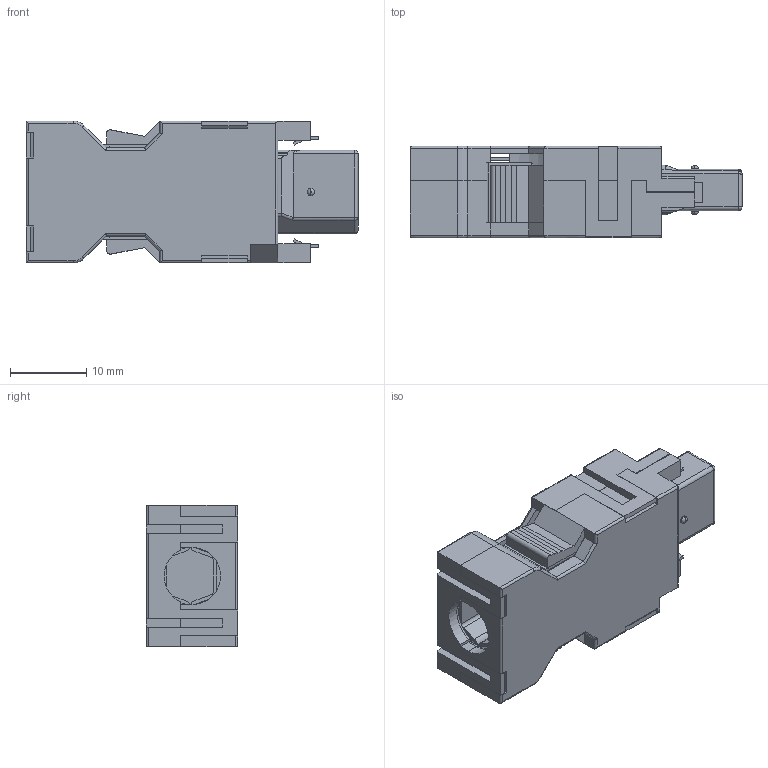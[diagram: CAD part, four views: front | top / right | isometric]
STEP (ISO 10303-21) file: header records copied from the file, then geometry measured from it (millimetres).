
FILE_DESCRIPTION (( 'STEP AP214' ), '1' );
FILE_NAME ('CN1394L-1.STEP', '2008-07-18T15:45:24', ( ' ' ), ( ' ' ), 'SwSTEP 2.0', 'SolidWorks 2008', '' );
FILE_SCHEMA (( 'AUTOMOTIVE_DESIGN' ));
Length unit declared in the file: millimetre
Products named in the file (5): CN1394L-1-TYPE1PLUG; CN1394L-1-BTM; CN1394L-1-SPRING; CN1394L-1-TOP; CN1394L-1
Assembly tree (5 placements, depth 2):
  CN1394L-1
    CN1394L-1-TOP
    CN1394L-1-SPRING  x2
    CN1394L-1-TYPE1PLUG
    CN1394L-1-BTM
Bounding box: 43.5 x 12 x 18.6 mm (x, y, z)
Volume: 4630.6 mm3; surface area: 7851.1 mm2
Topology: 5 solids, 5 shells, 585 faces, 1630 edges, 1040 vertices
Faces by surface type: plane 388, cylinder 173, torus 13, sphere 7, bspline 4
Entity records: 17837 total; most frequent: CARTESIAN_POINT 3284, ORIENTED_EDGE 2912, DIRECTION 2664, EDGE_CURVE 1456, VECTOR 1136, LINE 1136, VERTEX_POINT 932, AXIS2_PLACEMENT_3D 764
